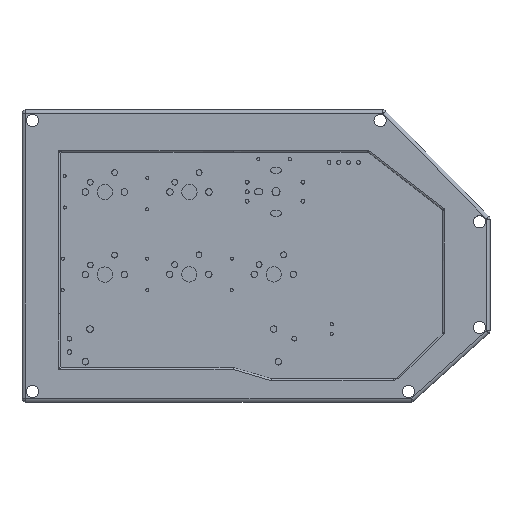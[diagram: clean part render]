
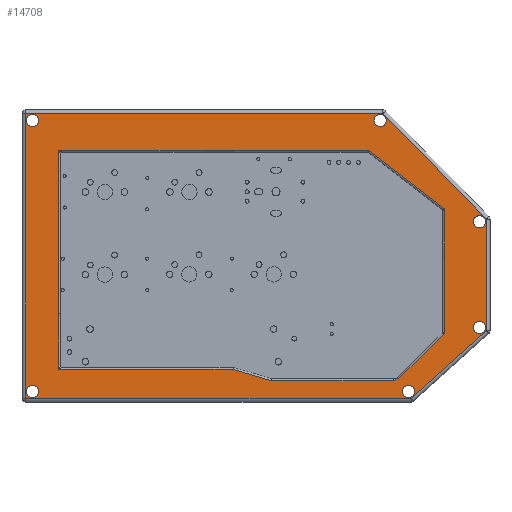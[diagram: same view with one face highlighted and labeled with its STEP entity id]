
A CAD part, top view. The second image highlights one B-rep face of the part: STEP entity #14708.
In plain terms, the highlighted planar face has unit normal (0, 0, 1).
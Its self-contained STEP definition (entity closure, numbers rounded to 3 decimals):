
#1470=FACE_BOUND('',#3313,.T.);
#1471=FACE_BOUND('',#3314,.T.);
#1472=FACE_BOUND('',#3315,.T.);
#1473=FACE_BOUND('',#3316,.T.);
#1474=FACE_BOUND('',#3317,.T.);
#1475=FACE_BOUND('',#3318,.T.);
#1476=FACE_BOUND('',#3319,.T.);
#1646=CIRCLE('',#15149,0.5);
#1655=CIRCLE('',#15178,1.6);
#1656=CIRCLE('',#15179,1.6);
#1657=CIRCLE('',#15180,1.6);
#1658=CIRCLE('',#15181,1.6);
#1659=CIRCLE('',#15182,1.6);
#1660=CIRCLE('',#15183,1.6);
#2470=FACE_OUTER_BOUND('',#3312,.T.);
#3312=EDGE_LOOP('',(#13146,#13147,#13148,#13149,#13150,#13151));
#3313=EDGE_LOOP('',(#13152));
#3314=EDGE_LOOP('',(#13153));
#3315=EDGE_LOOP('',(#13154));
#3316=EDGE_LOOP('',(#13155));
#3317=EDGE_LOOP('',(#13156));
#3318=EDGE_LOOP('',(#13157));
#3319=EDGE_LOOP('',(#13158,#13159,#13160,#13161,#13162,#13163,#13164,#13165,
#13166,#13167,#13168,#13169,#13170,#13171));
#4512=LINE('',#28461,#5640);
#4519=LINE('',#28527,#5647);
#4525=LINE('',#28644,#5653);
#4529=LINE('',#28673,#5657);
#4534=LINE('',#28720,#5662);
#4539=LINE('',#28767,#5667);
#4541=LINE('',#28772,#5669);
#4543=LINE('',#28777,#5671);
#4545=LINE('',#28782,#5673);
#4546=LINE('',#28784,#5674);
#4547=LINE('',#28786,#5675);
#4548=LINE('',#28788,#5676);
#4549=LINE('',#28790,#5677);
#4550=LINE('',#28791,#5678);
#4551=LINE('',#28804,#5679);
#4552=LINE('',#28805,#5680);
#4553=LINE('',#28806,#5681);
#4554=LINE('',#28808,#5682);
#4555=LINE('',#28809,#5683);
#5640=VECTOR('',#16959,10.);
#5647=VECTOR('',#16990,10.);
#5653=VECTOR('',#17018,10.);
#5657=VECTOR('',#17034,10.);
#5662=VECTOR('',#17053,10.);
#5667=VECTOR('',#17072,10.);
#5669=VECTOR('',#17078,10.);
#5671=VECTOR('',#17084,10.);
#5673=VECTOR('',#17088,10.);
#5674=VECTOR('',#17089,10.);
#5675=VECTOR('',#17090,10.);
#5676=VECTOR('',#17091,10.);
#5677=VECTOR('',#17092,10.);
#5678=VECTOR('',#17093,10.);
#5679=VECTOR('',#17106,10.);
#5680=VECTOR('',#17107,10.);
#5681=VECTOR('',#17108,10.);
#5682=VECTOR('',#17109,10.);
#5683=VECTOR('',#17110,10.);
#7040=VERTEX_POINT('',#28453);
#7042=VERTEX_POINT('',#28459);
#7046=VERTEX_POINT('',#28517);
#7049=VERTEX_POINT('',#28525);
#7058=VERTEX_POINT('',#28634);
#7059=VERTEX_POINT('',#28636);
#7061=VERTEX_POINT('',#28642);
#7064=VERTEX_POINT('',#28671);
#7067=VERTEX_POINT('',#28712);
#7069=VERTEX_POINT('',#28718);
#7072=VERTEX_POINT('',#28759);
#7074=VERTEX_POINT('',#28765);
#7075=VERTEX_POINT('',#28771);
#7077=VERTEX_POINT('',#28780);
#7078=VERTEX_POINT('',#28781);
#7079=VERTEX_POINT('',#28783);
#7080=VERTEX_POINT('',#28785);
#7081=VERTEX_POINT('',#28787);
#7082=VERTEX_POINT('',#28789);
#7083=VERTEX_POINT('',#28792);
#7084=VERTEX_POINT('',#28794);
#7085=VERTEX_POINT('',#28796);
#7086=VERTEX_POINT('',#28798);
#7087=VERTEX_POINT('',#28800);
#7088=VERTEX_POINT('',#28802);
#7089=VERTEX_POINT('',#28807);
#9077=EDGE_CURVE('',#7042,#7040,#4512,.T.);
#9091=EDGE_CURVE('',#7049,#7046,#4519,.T.);
#9106=EDGE_CURVE('',#7058,#7059,#1646,.T.);
#9110=EDGE_CURVE('',#7061,#7058,#4525,.T.);
#9117=EDGE_CURVE('',#7064,#7061,#4529,.T.);
#9126=EDGE_CURVE('',#7069,#7067,#4534,.T.);
#9135=EDGE_CURVE('',#7074,#7072,#4539,.T.);
#9137=EDGE_CURVE('',#7040,#7075,#4541,.T.);
#9140=EDGE_CURVE('',#7074,#7075,#4543,.T.);
#9142=EDGE_CURVE('',#7077,#7078,#4545,.T.);
#9143=EDGE_CURVE('',#7079,#7077,#4546,.T.);
#9144=EDGE_CURVE('',#7080,#7079,#4547,.T.);
#9145=EDGE_CURVE('',#7081,#7080,#4548,.T.);
#9146=EDGE_CURVE('',#7082,#7081,#4549,.T.);
#9147=EDGE_CURVE('',#7078,#7082,#4550,.T.);
#9148=EDGE_CURVE('',#7083,#7083,#1655,.T.);
#9149=EDGE_CURVE('',#7084,#7084,#1656,.T.);
#9150=EDGE_CURVE('',#7085,#7085,#1657,.T.);
#9151=EDGE_CURVE('',#7086,#7086,#1658,.T.);
#9152=EDGE_CURVE('',#7087,#7087,#1659,.T.);
#9153=EDGE_CURVE('',#7088,#7088,#1660,.T.);
#9154=EDGE_CURVE('',#7046,#7042,#4551,.T.);
#9155=EDGE_CURVE('',#7059,#7049,#4552,.T.);
#9156=EDGE_CURVE('',#7067,#7064,#4553,.T.);
#9157=EDGE_CURVE('',#7069,#7089,#4554,.T.);
#9158=EDGE_CURVE('',#7072,#7089,#4555,.T.);
#13146=ORIENTED_EDGE('',*,*,#9142,.F.);
#13147=ORIENTED_EDGE('',*,*,#9143,.F.);
#13148=ORIENTED_EDGE('',*,*,#9144,.F.);
#13149=ORIENTED_EDGE('',*,*,#9145,.F.);
#13150=ORIENTED_EDGE('',*,*,#9146,.F.);
#13151=ORIENTED_EDGE('',*,*,#9147,.F.);
#13152=ORIENTED_EDGE('',*,*,#9148,.T.);
#13153=ORIENTED_EDGE('',*,*,#9149,.T.);
#13154=ORIENTED_EDGE('',*,*,#9150,.T.);
#13155=ORIENTED_EDGE('',*,*,#9151,.T.);
#13156=ORIENTED_EDGE('',*,*,#9152,.T.);
#13157=ORIENTED_EDGE('',*,*,#9153,.T.);
#13158=ORIENTED_EDGE('',*,*,#9137,.F.);
#13159=ORIENTED_EDGE('',*,*,#9077,.F.);
#13160=ORIENTED_EDGE('',*,*,#9154,.F.);
#13161=ORIENTED_EDGE('',*,*,#9091,.F.);
#13162=ORIENTED_EDGE('',*,*,#9155,.F.);
#13163=ORIENTED_EDGE('',*,*,#9106,.F.);
#13164=ORIENTED_EDGE('',*,*,#9110,.F.);
#13165=ORIENTED_EDGE('',*,*,#9117,.F.);
#13166=ORIENTED_EDGE('',*,*,#9156,.F.);
#13167=ORIENTED_EDGE('',*,*,#9126,.F.);
#13168=ORIENTED_EDGE('',*,*,#9157,.T.);
#13169=ORIENTED_EDGE('',*,*,#9158,.F.);
#13170=ORIENTED_EDGE('',*,*,#9135,.F.);
#13171=ORIENTED_EDGE('',*,*,#9140,.T.);
#14015=PLANE('',#15177);
#14708=ADVANCED_FACE('',(#2470,#1470,#1471,#1472,#1473,#1474,#1475,#1476),
#14015,.T.);
#15149=AXIS2_PLACEMENT_3D('',#28637,#17009,#17010);
#15177=AXIS2_PLACEMENT_3D('',#28779,#17086,#17087);
#15178=AXIS2_PLACEMENT_3D('',#28793,#17094,#17095);
#15179=AXIS2_PLACEMENT_3D('',#28795,#17096,#17097);
#15180=AXIS2_PLACEMENT_3D('',#28797,#17098,#17099);
#15181=AXIS2_PLACEMENT_3D('',#28799,#17100,#17101);
#15182=AXIS2_PLACEMENT_3D('',#28801,#17102,#17103);
#15183=AXIS2_PLACEMENT_3D('',#28803,#17104,#17105);
#16959=DIRECTION('',(-0.792,0.611,0.));
#16990=DIRECTION('',(0.708,0.707,0.));
#17009=DIRECTION('center_axis',(0.,0.,1.));
#17010=DIRECTION('ref_axis',(0.,1.,0.));
#17018=DIRECTION('',(1.,0.,0.));
#17034=DIRECTION('',(0.959,-0.284,0.));
#17053=DIRECTION('',(0.,-1.,0.));
#17072=DIRECTION('',(-1.,0.,0.));
#17078=DIRECTION('',(-1.,0.,0.));
#17084=DIRECTION('',(0.,-1.,0.));
#17086=DIRECTION('center_axis',(0.,0.,1.));
#17087=DIRECTION('ref_axis',(1.,0.,0.));
#17088=DIRECTION('',(0.,1.,0.));
#17089=DIRECTION('',(-1.,0.,0.));
#17090=DIRECTION('',(-0.743,-0.669,0.));
#17091=DIRECTION('',(0.,-1.,0.));
#17092=DIRECTION('',(0.7,-0.714,0.));
#17093=DIRECTION('',(1.,0.,0.));
#17094=DIRECTION('center_axis',(0.,0.,-1.));
#17095=DIRECTION('ref_axis',(1.,0.,0.));
#17096=DIRECTION('center_axis',(0.,0.,-1.));
#17097=DIRECTION('ref_axis',(1.,0.,0.));
#17098=DIRECTION('center_axis',(0.,0.,-1.));
#17099=DIRECTION('ref_axis',(1.,0.,0.));
#17100=DIRECTION('center_axis',(0.,0.,-1.));
#17101=DIRECTION('ref_axis',(1.,0.,0.));
#17102=DIRECTION('center_axis',(0.,0.,-1.));
#17103=DIRECTION('ref_axis',(1.,0.,0.));
#17104=DIRECTION('center_axis',(0.,0.,-1.));
#17105=DIRECTION('ref_axis',(1.,0.,0.));
#17106=DIRECTION('',(0.,1.,0.));
#17107=DIRECTION('',(1.,0.,0.));
#17108=DIRECTION('',(1.,0.,0.));
#17109=DIRECTION('',(1.,0.,0.));
#17110=DIRECTION('',(0.,-1.,0.));
#28453=CARTESIAN_POINT('',(85.17,60.5,16.));
#28459=CARTESIAN_POINT('',(104.959,45.246,16.));
#28461=CARTESIAN_POINT('',(82.705,62.4,16.));
#28517=CARTESIAN_POINT('',(104.959,12.869,16.));
#28525=CARTESIAN_POINT('',(93.07,1.,16.));
#28527=CARTESIAN_POINT('',(97.632,5.555,16.));
#28634=CARTESIAN_POINT('',(91.649,0.5,16.));
#28636=CARTESIAN_POINT('',(92.149,1.,16.));
#28637=CARTESIAN_POINT('Origin',(91.649,1.,16.));
#28642=CARTESIAN_POINT('',(59.928,0.5,16.));
#28644=CARTESIAN_POINT('',(73.774,0.5,16.));
#28671=CARTESIAN_POINT('',(49.928,3.456,16.));
#28673=CARTESIAN_POINT('',(53.622,2.364,16.));
#28712=CARTESIAN_POINT('',(4.5,3.456,16.));
#28718=CARTESIAN_POINT('',(4.5,18.,16.));
#28720=CARTESIAN_POINT('',(4.5,18.478,16.));
#28759=CARTESIAN_POINT('',(4.509,60.511,16.));
#28765=CARTESIAN_POINT('',(50.,60.511,16.));
#28767=CARTESIAN_POINT('',(30.454,60.511,16.));
#28771=CARTESIAN_POINT('',(50.,60.5,16.));
#28772=CARTESIAN_POINT('',(52.949,60.5,16.));
#28777=CARTESIAN_POINT('',(50.,18.,16.));
#28779=CARTESIAN_POINT('Origin',(55.898,33.,16.));
#28780=CARTESIAN_POINT('',(-4.,-4.,16.));
#28781=CARTESIAN_POINT('',(-4.,70.,16.));
#28782=CARTESIAN_POINT('',(-4.,52.,16.));
#28783=CARTESIAN_POINT('',(96.266,-4.,16.));
#28784=CARTESIAN_POINT('',(25.449,-4.,16.));
#28785=CARTESIAN_POINT('',(115.796,13.577,16.));
#28786=CARTESIAN_POINT('',(94.171,-5.886,16.));
#28787=CARTESIAN_POINT('',(115.796,42.608,16.));
#28788=CARTESIAN_POINT('',(115.796,23.066,16.));
#28789=CARTESIAN_POINT('',(88.938,70.,16.));
#28790=CARTESIAN_POINT('',(103.661,54.984,16.));
#28791=CARTESIAN_POINT('',(72.628,70.,16.));
#28792=CARTESIAN_POINT('',(-3.85,-2.25,16.));
#28793=CARTESIAN_POINT('Origin',(-2.25,-2.25,16.));
#28794=CARTESIAN_POINT('',(86.603,68.25,16.));
#28795=CARTESIAN_POINT('Origin',(88.203,68.25,16.));
#28796=CARTESIAN_POINT('',(-3.85,68.25,16.));
#28797=CARTESIAN_POINT('Origin',(-2.25,68.25,16.));
#28798=CARTESIAN_POINT('',(93.995,-2.25,16.));
#28799=CARTESIAN_POINT('Origin',(95.595,-2.25,16.));
#28800=CARTESIAN_POINT('',(112.446,14.356,16.));
#28801=CARTESIAN_POINT('Origin',(114.046,14.356,16.));
#28802=CARTESIAN_POINT('',(112.446,41.893,16.));
#28803=CARTESIAN_POINT('Origin',(114.046,41.893,16.));
#28804=CARTESIAN_POINT('',(104.959,39.,16.));
#28805=CARTESIAN_POINT('',(73.774,1.,16.));
#28806=CARTESIAN_POINT('',(52.949,3.456,16.));
#28807=CARTESIAN_POINT('',(4.509,18.,16.));
#28808=CARTESIAN_POINT('',(50.,18.,16.));
#28809=CARTESIAN_POINT('',(4.509,25.5,16.));
